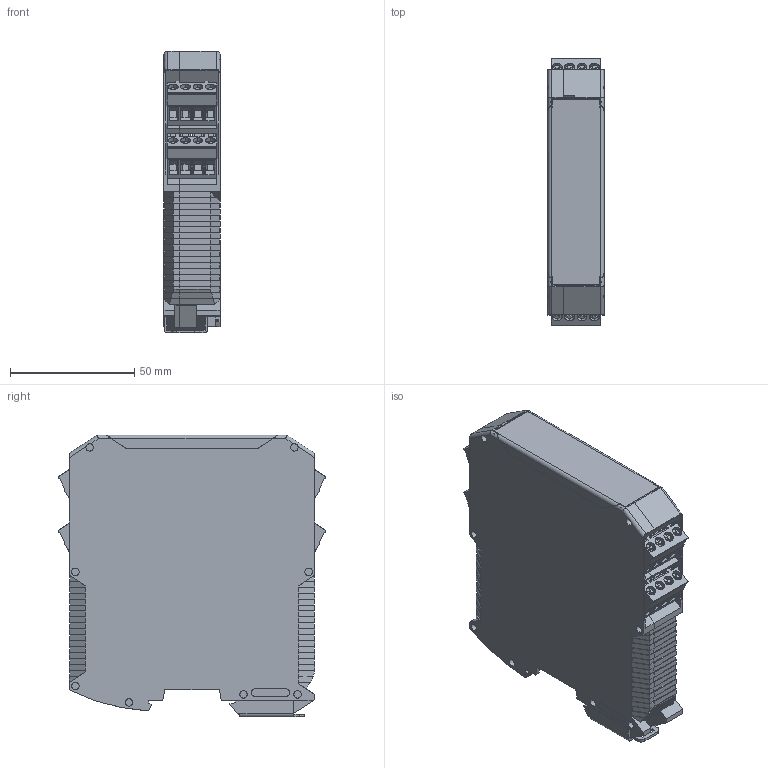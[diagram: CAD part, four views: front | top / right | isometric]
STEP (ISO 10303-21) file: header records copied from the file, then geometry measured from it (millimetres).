
FILE_DESCRIPTION (( 'STEP AP214' ), '1' );
FILE_NAME ('MOSAIC-MV2S.STEP', '2021-10-08T14:48:27', ( '' ), ( '' ), 'SwSTEP 2.0', 'SolidWorks 2021', '' );
FILE_SCHEMA (( 'AUTOMOTIVE_DESIGN' ));
Length unit declared in the file: inch
Products named in the file (1): MOSAIC-MV2S
Bounding box: 22.61 x 107.95 x 113.6 mm (x, y, z)
Volume: 57098.3 mm3; surface area: 75777.8 mm2
Topology: 9 solids, 9 shells, 1954 faces, 5319 edges, 3495 vertices
Faces by surface type: plane 1569, cylinder 379, bspline 4, cone 2
Entity records: 61095 total; most frequent: CARTESIAN_POINT 11193, ORIENTED_EDGE 10638, DIRECTION 9873, EDGE_CURVE 5319, VECTOR 4443, LINE 4443, VERTEX_POINT 3495, AXIS2_PLACEMENT_3D 2715
